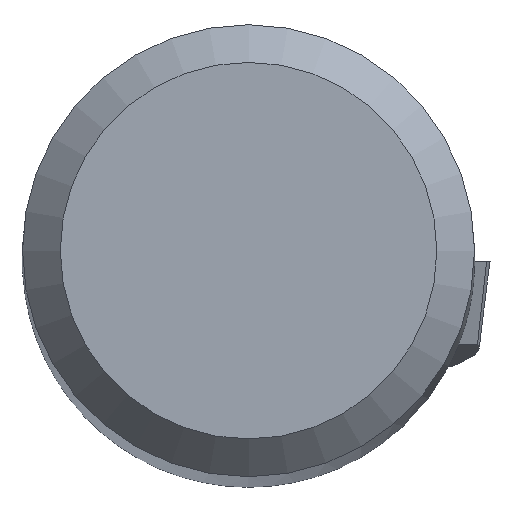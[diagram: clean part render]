
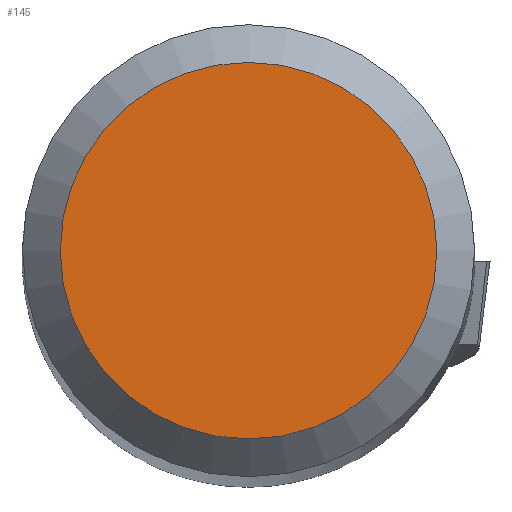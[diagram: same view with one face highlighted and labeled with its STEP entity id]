
A CAD part, top view. The second image highlights one B-rep face of the part: STEP entity #145.
In plain terms, the highlighted planar face has unit normal (0, 0, 1).
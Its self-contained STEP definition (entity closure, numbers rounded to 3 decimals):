
#108=PLANE('',#583);
#125=FACE_OUTER_BOUND('',#266,.T.);
#145=ADVANCED_FACE('',(#125),#108,.F.);
#266=EDGE_LOOP('',(#316));
#316=ORIENTED_EDGE('',*,*,#461,.F.);
#418=VERTEX_POINT('',#845);
#461=EDGE_CURVE('',#418,#418,#500,.T.);
#500=CIRCLE('',#582,2.495);
#582=AXIS2_PLACEMENT_3D('',#844,#657,#658);
#583=AXIS2_PLACEMENT_3D('',#846,#659,#660);
#657=DIRECTION('',(0.,0.,-1.));
#658=DIRECTION('',(1.,0.,0.));
#659=DIRECTION('',(0.,0.,-1.));
#660=DIRECTION('',(1.,0.,0.));
#844=CARTESIAN_POINT('',(0.,0.,
0.));
#845=CARTESIAN_POINT('',(2.495,0.,0.));
#846=CARTESIAN_POINT('',(2.,0.,0.));
